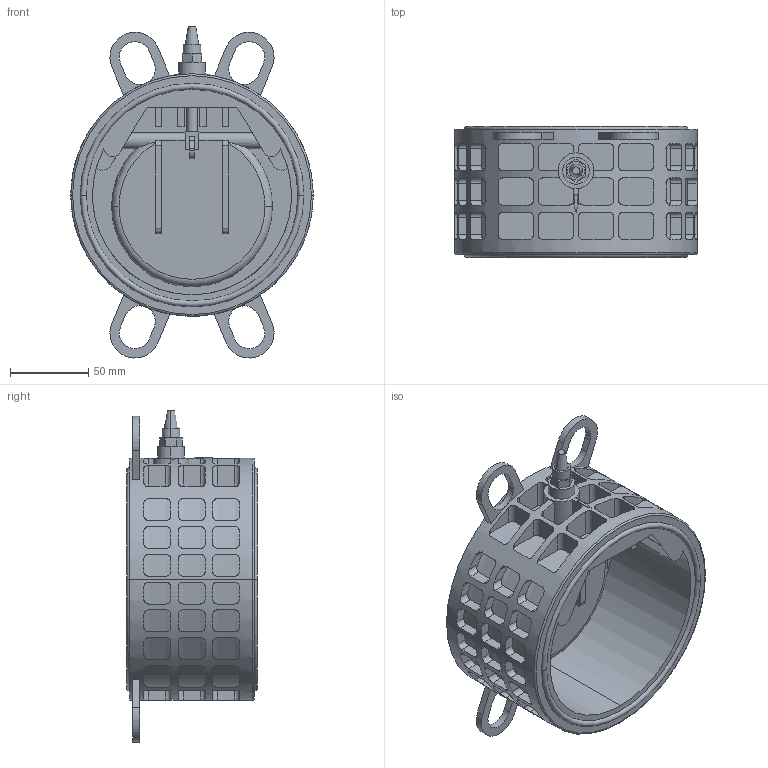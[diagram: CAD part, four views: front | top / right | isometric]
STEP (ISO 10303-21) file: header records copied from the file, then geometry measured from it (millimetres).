
FILE_DESCRIPTION(('STEP AP214'),'1');
FILE_NAME('cctmp_4BAA1A07-B718-4873-B8B5-48EB5E9E0952_2021_10_22_14_47_42_0841..stp','2021-10-22T12:47:43',('Praher Valves GmbH'),('CADClick - www.CADClick.com'),'Spatial InterOp 3D',' ','unknown authorization');
FILE_SCHEMA(('AUTOMOTIVE_DESIGN'));
Length unit declared in the file: millimetre
Products named in the file (1): 1
Bounding box: 155 x 83.82 x 212.48 mm (x, y, z)
Volume: 585619.3 mm3; surface area: 174069.2 mm2
Topology: 3 solids, 3 shells, 680 faces, 1833 edges, 1204 vertices
Faces by surface type: plane 345, cylinder 316, torus 13, sphere 4, cone 2
Entity records: 34343 total; most frequent: CARTESIAN_POINT 12128, ORIENTED_EDGE 3650, DIRECTION 3235, EDGE_CURVE 1825, VERTEX_POINT 1204, AXIS2_PLACEMENT_3D 1125, LINE 985, VECTOR 985
